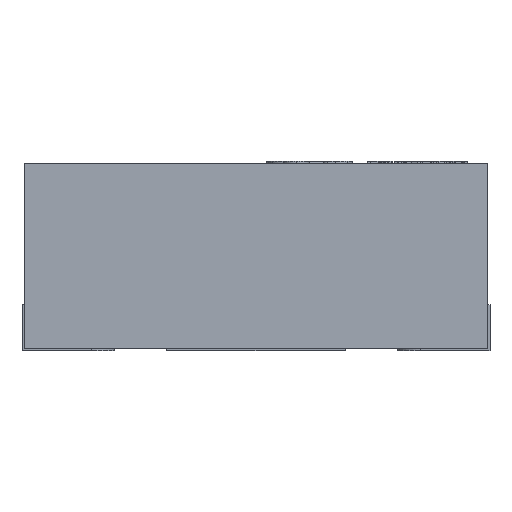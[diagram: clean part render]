
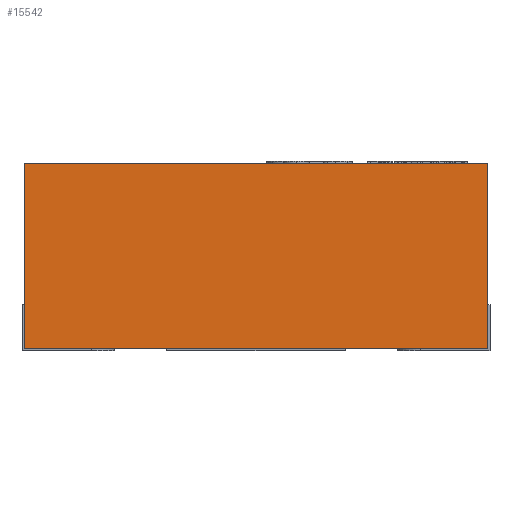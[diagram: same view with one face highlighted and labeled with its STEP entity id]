
A CAD part, front view. The second image highlights one B-rep face of the part: STEP entity #15542.
In plain terms, the highlighted planar face has unit normal (0, -1, 0).
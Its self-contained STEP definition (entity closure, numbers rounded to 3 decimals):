
#145 = CARTESIAN_POINT ( 'NONE',  ( 1., -1.5, 0.81 ) ) ;
#257 = EDGE_CURVE ( 'NONE', #9762, #9019, #1663, .T. ) ;
#893 = EDGE_CURVE ( 'NONE', #10837, #9762, #13414, .T. ) ;
#1343 = ORIENTED_EDGE ( 'NONE', *, *, #9276, .F. ) ;
#1495 = CARTESIAN_POINT ( 'NONE',  ( -1., -1.5, 0.81 ) ) ;
#1663 = LINE ( 'NONE', #13278, #8651 ) ;
#2426 = CARTESIAN_POINT ( 'NONE',  ( 1., -1.5, 0.81 ) ) ;
#2616 = DIRECTION ( 'NONE',  ( 1., 0., 0. ) ) ;
#2627 = VECTOR ( 'NONE', #2616, 1000. ) ;
#2761 = DIRECTION ( 'NONE',  ( 1., 0., 0. ) ) ;
#3363 = VECTOR ( 'NONE', #14843, 1000. ) ;
#4518 = CARTESIAN_POINT ( 'NONE',  ( -1., -1.5, 0.01 ) ) ;
#4565 = CARTESIAN_POINT ( 'NONE',  ( -1., -1.5, 0.81 ) ) ;
#5368 = AXIS2_PLACEMENT_3D ( 'NONE', #1495, #14488, #5769 ) ;
#5769 = DIRECTION ( 'NONE',  ( 0., 0., 1. ) ) ;
#7427 = DIRECTION ( 'NONE',  ( 0., 0., -1. ) ) ;
#7844 = FACE_OUTER_BOUND ( 'NONE', #10487, .T. ) ;
#8651 = VECTOR ( 'NONE', #2761, 1000. ) ;
#8994 = VERTEX_POINT ( 'NONE', #145 ) ;
#9019 = VERTEX_POINT ( 'NONE', #10550 ) ;
#9276 = EDGE_CURVE ( 'NONE', #8994, #9019, #15395, .T. ) ;
#9762 = VERTEX_POINT ( 'NONE', #4518 ) ;
#10231 = LINE ( 'NONE', #14996, #2627 ) ;
#10487 = EDGE_LOOP ( 'NONE', ( #14904, #1343, #12339, #13350 ) ) ;
#10550 = CARTESIAN_POINT ( 'NONE',  ( 1., -1.5, 0.01 ) ) ;
#10837 = VERTEX_POINT ( 'NONE', #13836 ) ;
#12339 = ORIENTED_EDGE ( 'NONE', *, *, #13279, .F. ) ;
#13278 = CARTESIAN_POINT ( 'NONE',  ( -1., -1.5, 0.01 ) ) ;
#13279 = EDGE_CURVE ( 'NONE', #10837, #8994, #10231, .T. ) ;
#13350 = ORIENTED_EDGE ( 'NONE', *, *, #893, .T. ) ;
#13414 = LINE ( 'NONE', #4565, #3363 ) ;
#13836 = CARTESIAN_POINT ( 'NONE',  ( -1., -1.5, 0.81 ) ) ;
#14488 = DIRECTION ( 'NONE',  ( 0., 1., 0. ) ) ;
#14843 = DIRECTION ( 'NONE',  ( 0., 0., -1. ) ) ;
#14904 = ORIENTED_EDGE ( 'NONE', *, *, #257, .T. ) ;
#14996 = CARTESIAN_POINT ( 'NONE',  ( -1., -1.5, 0.81 ) ) ;
#15395 = LINE ( 'NONE', #2426, #16226 ) ;
#15408 = PLANE ( 'NONE',  #5368 ) ;
#15542 = ADVANCED_FACE ( 'NONE', ( #7844 ), #15408, .F. ) ;
#16226 = VECTOR ( 'NONE', #7427, 1000. ) ;
